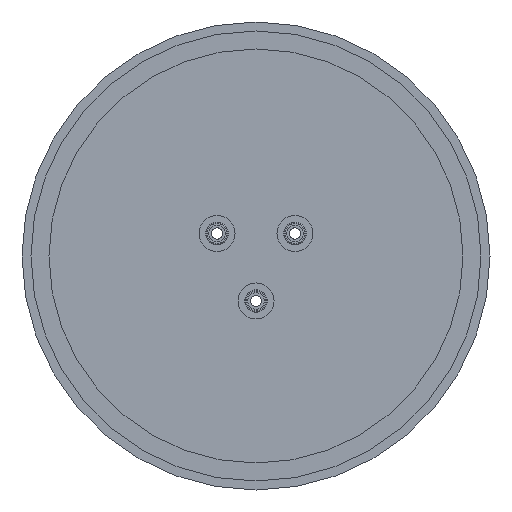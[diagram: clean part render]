
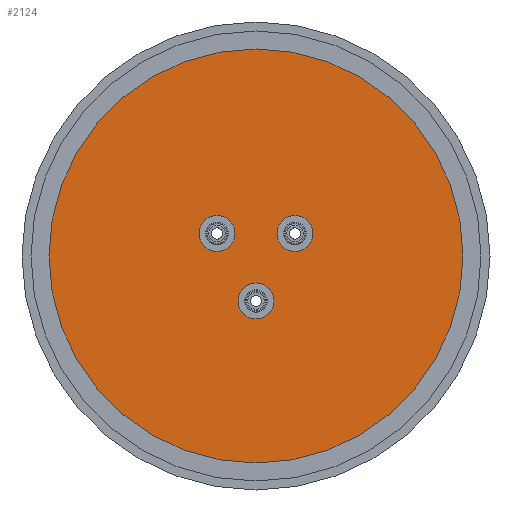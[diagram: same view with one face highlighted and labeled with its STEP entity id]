
A CAD part, front view. The second image highlights one B-rep face of the part: STEP entity #2124.
In plain terms, the highlighted planar face has unit normal (0, -1, 0).
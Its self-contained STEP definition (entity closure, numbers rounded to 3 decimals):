
#31 = DIRECTION ( 'NONE',  ( 0., 1., 0. ) ) ;
#57 = CIRCLE ( 'NONE', #1274, 5. ) ;
#76 = FACE_OUTER_BOUND ( 'NONE', #2151, .T. ) ;
#154 = DIRECTION ( 'NONE',  ( 0., -1., 0. ) ) ;
#174 = CIRCLE ( 'NONE', #2135, 5. ) ;
#215 = CARTESIAN_POINT ( 'NONE',  ( 0., -12., -17.5 ) ) ;
#226 = VERTEX_POINT ( 'NONE', #1640 ) ;
#280 = AXIS2_PLACEMENT_3D ( 'NONE', #1036, #1429, #2339 ) ;
#297 = CARTESIAN_POINT ( 'NONE',  ( 0., -12., -12.5 ) ) ;
#304 = CARTESIAN_POINT ( 'NONE',  ( -10.825, -12., 6.25 ) ) ;
#327 = AXIS2_PLACEMENT_3D ( 'NONE', #1613, #2149, #1229 ) ;
#341 = CIRCLE ( 'NONE', #1923, 57.5 ) ;
#514 = CIRCLE ( 'NONE', #2170, 57.5 ) ;
#552 = ORIENTED_EDGE ( 'NONE', *, *, #612, .T. ) ;
#582 = VERTEX_POINT ( 'NONE', #754 ) ;
#612 = EDGE_CURVE ( 'NONE', #784, #2232, #1107, .T. ) ;
#668 = VERTEX_POINT ( 'NONE', #215 ) ;
#675 = FACE_BOUND ( 'NONE', #800, .T. ) ;
#716 = DIRECTION ( 'NONE',  ( 0., 0., -1. ) ) ;
#742 = CIRCLE ( 'NONE', #2289, 5. ) ;
#754 = CARTESIAN_POINT ( 'NONE',  ( -15.155, -12., 8.75 ) ) ;
#784 = VERTEX_POINT ( 'NONE', #1723 ) ;
#800 = EDGE_LOOP ( 'NONE', ( #1801, #1164 ) ) ;
#803 = ORIENTED_EDGE ( 'NONE', *, *, #1496, .T. ) ;
#851 = EDGE_CURVE ( 'NONE', #582, #885, #174, .T. ) ;
#885 = VERTEX_POINT ( 'NONE', #2295 ) ;
#908 = CARTESIAN_POINT ( 'NONE',  ( 10.825, -12., 6.25 ) ) ;
#929 = VERTEX_POINT ( 'NONE', #1410 ) ;
#962 = ORIENTED_EDGE ( 'NONE', *, *, #1551, .T. ) ;
#1036 = CARTESIAN_POINT ( 'NONE',  ( 0., -12., -57.5 ) ) ;
#1107 = CIRCLE ( 'NONE', #1454, 5. ) ;
#1142 = ORIENTED_EDGE ( 'NONE', *, *, #2150, .T. ) ;
#1164 = ORIENTED_EDGE ( 'NONE', *, *, #851, .T. ) ;
#1210 = DIRECTION ( 'NONE',  ( 0.866, 0., -0.5 ) ) ;
#1218 = DIRECTION ( 'NONE',  ( 0., 1., 0. ) ) ;
#1227 = EDGE_CURVE ( 'NONE', #2232, #784, #57, .T. ) ;
#1229 = DIRECTION ( 'NONE',  ( 0., 0., 1. ) ) ;
#1274 = AXIS2_PLACEMENT_3D ( 'NONE', #1697, #1509, #1504 ) ;
#1389 = DIRECTION ( 'NONE',  ( 0., 1., 0. ) ) ;
#1391 = ORIENTED_EDGE ( 'NONE', *, *, #1227, .T. ) ;
#1410 = CARTESIAN_POINT ( 'NONE',  ( 0., -12., 57.5 ) ) ;
#1429 = DIRECTION ( 'NONE',  ( 0., -1., 0. ) ) ;
#1432 = EDGE_LOOP ( 'NONE', ( #1142, #1893 ) ) ;
#1452 = CARTESIAN_POINT ( 'NONE',  ( 0., -12., 0. ) ) ;
#1454 = AXIS2_PLACEMENT_3D ( 'NONE', #908, #31, #1652 ) ;
#1496 = EDGE_CURVE ( 'NONE', #929, #226, #514, .T. ) ;
#1504 = DIRECTION ( 'NONE',  ( -0.866, 0., -0.5 ) ) ;
#1509 = DIRECTION ( 'NONE',  ( 0., 1., 0. ) ) ;
#1533 = EDGE_CURVE ( 'NONE', #668, #2179, #742, .T. ) ;
#1536 = EDGE_CURVE ( 'NONE', #885, #582, #1706, .T. ) ;
#1551 = EDGE_CURVE ( 'NONE', #226, #929, #341, .T. ) ;
#1567 = DIRECTION ( 'NONE',  ( 0., 0., -1. ) ) ;
#1578 = DIRECTION ( 'NONE',  ( 0., 0., 1. ) ) ;
#1585 = FACE_BOUND ( 'NONE', #1432, .T. ) ;
#1592 = DIRECTION ( 'NONE',  ( 0.866, 0., -0.5 ) ) ;
#1613 = CARTESIAN_POINT ( 'NONE',  ( 0., -12., -12.5 ) ) ;
#1616 = DIRECTION ( 'NONE',  ( 0., -1., 0. ) ) ;
#1640 = CARTESIAN_POINT ( 'NONE',  ( 0., -12., -57.5 ) ) ;
#1652 = DIRECTION ( 'NONE',  ( -0.866, 0., -0.5 ) ) ;
#1697 = CARTESIAN_POINT ( 'NONE',  ( 10.825, -12., 6.25 ) ) ;
#1706 = CIRCLE ( 'NONE', #1969, 5. ) ;
#1723 = CARTESIAN_POINT ( 'NONE',  ( 15.155, -12., 8.75 ) ) ;
#1761 = CARTESIAN_POINT ( 'NONE',  ( -10.825, -12., 6.25 ) ) ;
#1801 = ORIENTED_EDGE ( 'NONE', *, *, #1536, .T. ) ;
#1893 = ORIENTED_EDGE ( 'NONE', *, *, #1533, .T. ) ;
#1923 = AXIS2_PLACEMENT_3D ( 'NONE', #1452, #1616, #716 ) ;
#1969 = AXIS2_PLACEMENT_3D ( 'NONE', #304, #2325, #1592 ) ;
#2018 = CARTESIAN_POINT ( 'NONE',  ( 6.495, -12., 3.75 ) ) ;
#2048 = FACE_BOUND ( 'NONE', #2242, .T. ) ;
#2124 = ADVANCED_FACE ( 'NONE', ( #2048, #675, #1585, #76 ), #2324, .T. ) ;
#2135 = AXIS2_PLACEMENT_3D ( 'NONE', #1761, #1218, #1210 ) ;
#2142 = CARTESIAN_POINT ( 'NONE',  ( 0., -12., 0. ) ) ;
#2149 = DIRECTION ( 'NONE',  ( 0., 1., 0. ) ) ;
#2150 = EDGE_CURVE ( 'NONE', #2179, #668, #2244, .T. ) ;
#2151 = EDGE_LOOP ( 'NONE', ( #962, #803 ) ) ;
#2170 = AXIS2_PLACEMENT_3D ( 'NONE', #2142, #154, #1567 ) ;
#2179 = VERTEX_POINT ( 'NONE', #2183 ) ;
#2183 = CARTESIAN_POINT ( 'NONE',  ( 0., -12., -7.5 ) ) ;
#2232 = VERTEX_POINT ( 'NONE', #2018 ) ;
#2242 = EDGE_LOOP ( 'NONE', ( #1391, #552 ) ) ;
#2244 = CIRCLE ( 'NONE', #327, 5. ) ;
#2289 = AXIS2_PLACEMENT_3D ( 'NONE', #297, #1389, #1578 ) ;
#2295 = CARTESIAN_POINT ( 'NONE',  ( -6.495, -12., 3.75 ) ) ;
#2324 = PLANE ( 'NONE',  #280 ) ;
#2325 = DIRECTION ( 'NONE',  ( 0., 1., 0. ) ) ;
#2339 = DIRECTION ( 'NONE',  ( 0., 0., -1. ) ) ;
